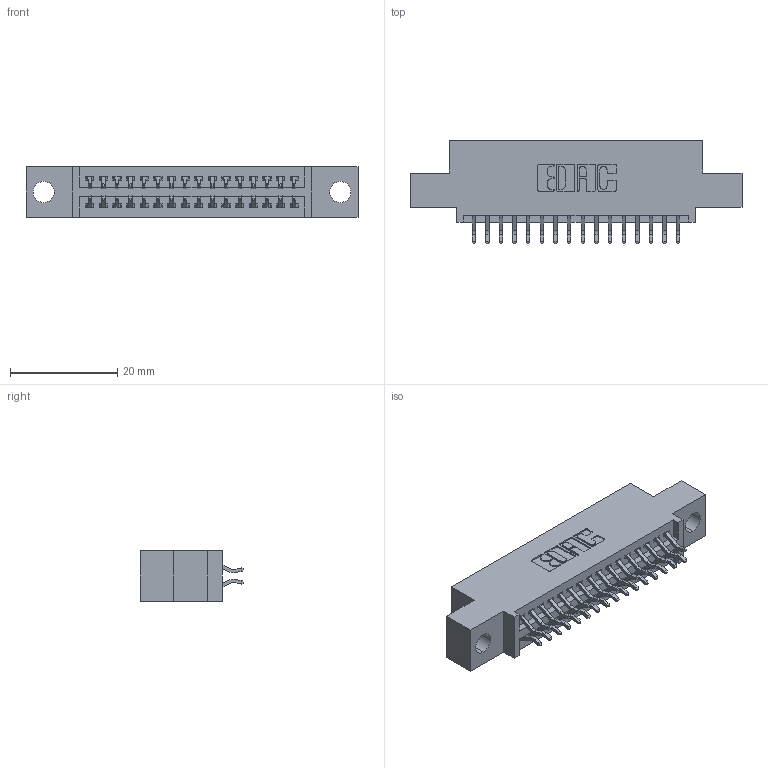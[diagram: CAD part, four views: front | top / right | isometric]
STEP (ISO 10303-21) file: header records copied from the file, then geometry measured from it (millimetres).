
FILE_DESCRIPTION (( 'STEP AP203' ), '1' );
FILE_NAME ('395-032-556-504.STEP', '2018-11-12T22:47:53', ( '' ), ( '' ), 'SwSTEP 2.0', 'SolidWorks 2016', '' );
FILE_SCHEMA (( 'CONFIG_CONTROL_DESIGN' ));
Length unit declared in the file: inch
Products named in the file (3): 345 Part_0.110 Offset - 0.156 Dia-TH; 345-292-001_556 Tail; 395-032-556-504
Assembly tree (33 placements, depth 2):
  395-032-556-504
    345 Part_0.110 Offset - 0.156 Dia-TH
    345-292-001_556 Tail  x32
Bounding box: 61.85 x 19.24 x 9.4 mm (x, y, z)
Volume: 5604.2 mm3; surface area: 7660.4 mm2
Topology: 33 solids, 33 shells, 1922 faces, 5697 edges, 3754 vertices
Faces by surface type: plane 1268, cylinder 654
Entity records: 16409 total; most frequent: CARTESIAN_POINT 2792, ORIENTED_EDGE 2714, DIRECTION 2481, EDGE_CURVE 1357, LINE 1153, VECTOR 1153, VERTEX_POINT 902, AXIS2_PLACEMENT_3D 664
